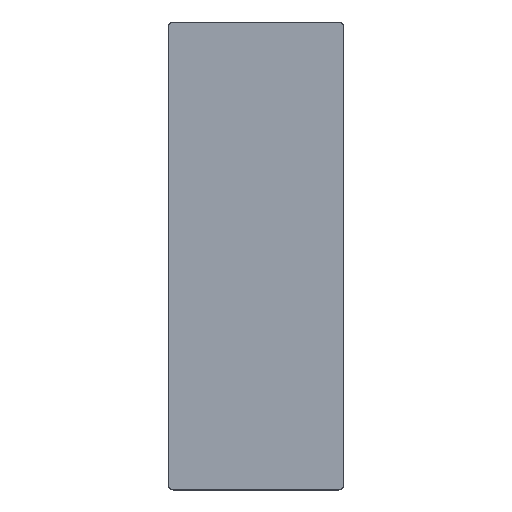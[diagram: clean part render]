
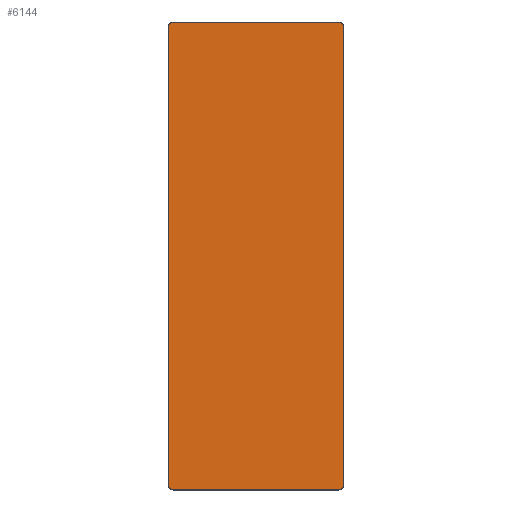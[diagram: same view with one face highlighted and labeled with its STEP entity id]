
A CAD part, top view. The second image highlights one B-rep face of the part: STEP entity #6144.
In plain terms, the highlighted planar face has unit normal (0, 0, 1).
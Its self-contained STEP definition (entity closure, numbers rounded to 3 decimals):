
#219 = AXIS2_PLACEMENT_3D ( 'NONE', #3913, #11000, #3970 ) ;
#307 = FACE_OUTER_BOUND ( 'NONE', #8266, .T. ) ;
#349 = CIRCLE ( 'NONE', #10564, 1.2 ) ;
#415 = CIRCLE ( 'NONE', #8592, 1.2 ) ;
#416 = CARTESIAN_POINT ( 'NONE',  ( -23.25, 62.25, 1.5 ) ) ;
#495 = ORIENTED_EDGE ( 'NONE', *, *, #1887, .T. ) ;
#1055 = CARTESIAN_POINT ( 'NONE',  ( -23.25, -61.05, 1.5 ) ) ;
#1284 = CARTESIAN_POINT ( 'NONE',  ( 22.05, 62.25, 1.5 ) ) ;
#1580 = DIRECTION ( 'NONE',  ( 1., 0., 0. ) ) ;
#1831 = VECTOR ( 'NONE', #10185, 1000. ) ;
#1887 = EDGE_CURVE ( 'NONE', #9889, #2048, #349, .T. ) ;
#2048 = VERTEX_POINT ( 'NONE', #3859 ) ;
#2640 = ORIENTED_EDGE ( 'NONE', *, *, #11147, .F. ) ;
#2693 = DIRECTION ( 'NONE',  ( 0., 0., 1. ) ) ;
#3030 = PLANE ( 'NONE',  #5239 ) ;
#3073 = EDGE_CURVE ( 'NONE', #5972, #11680, #10636, .T. ) ;
#3357 = EDGE_CURVE ( 'NONE', #9681, #7644, #9387, .T. ) ;
#3608 = CARTESIAN_POINT ( 'NONE',  ( -22.05, 62.25, 1.5 ) ) ;
#3623 = ORIENTED_EDGE ( 'NONE', *, *, #10836, .T. ) ;
#3685 = DIRECTION ( 'NONE',  ( 0., 0., 1. ) ) ;
#3859 = CARTESIAN_POINT ( 'NONE',  ( -22.05, -62.25, 1.5 ) ) ;
#3913 = CARTESIAN_POINT ( 'NONE',  ( 22.05, -61.05, 1.5 ) ) ;
#3970 = DIRECTION ( 'NONE',  ( 1., 0., 0. ) ) ;
#4337 = AXIS2_PLACEMENT_3D ( 'NONE', #10682, #2693, #12567 ) ;
#4410 = VERTEX_POINT ( 'NONE', #12721 ) ;
#4617 = ORIENTED_EDGE ( 'NONE', *, *, #3357, .T. ) ;
#4679 = CARTESIAN_POINT ( 'NONE',  ( 23.25, 62.25, 1.5 ) ) ;
#4792 = LINE ( 'NONE', #9212, #1831 ) ;
#4864 = ORIENTED_EDGE ( 'NONE', *, *, #6675, .T. ) ;
#5239 = AXIS2_PLACEMENT_3D ( 'NONE', #9167, #6255, #8285 ) ;
#5752 = VECTOR ( 'NONE', #11369, 1000. ) ;
#5972 = VERTEX_POINT ( 'NONE', #3608 ) ;
#6144 = ADVANCED_FACE ( 'NONE', ( #307 ), #3030, .T. ) ;
#6239 = CIRCLE ( 'NONE', #4337, 1.2 ) ;
#6255 = DIRECTION ( 'NONE',  ( 0., 0., 1. ) ) ;
#6675 = EDGE_CURVE ( 'NONE', #8889, #11680, #6239, .T. ) ;
#6682 = DIRECTION ( 'NONE',  ( 1., 0., 0. ) ) ;
#6729 = DIRECTION ( 'NONE',  ( 0., 0., 1. ) ) ;
#7445 = LINE ( 'NONE', #11329, #5752 ) ;
#7619 = CARTESIAN_POINT ( 'NONE',  ( -22.05, 61.05, 1.5 ) ) ;
#7644 = VERTEX_POINT ( 'NONE', #9105 ) ;
#7921 = EDGE_CURVE ( 'NONE', #4410, #9889, #7445, .T. ) ;
#7941 = ORIENTED_EDGE ( 'NONE', *, *, #7921, .T. ) ;
#8266 = EDGE_LOOP ( 'NONE', ( #8765, #3623, #7941, #495, #11972, #4617, #2640, #4864 ) ) ;
#8285 = DIRECTION ( 'NONE',  ( 1., 0., 0. ) ) ;
#8371 = CARTESIAN_POINT ( 'NONE',  ( 22.05, -62.25, 1.5 ) ) ;
#8380 = DIRECTION ( 'NONE',  ( 1., 0., 0. ) ) ;
#8592 = AXIS2_PLACEMENT_3D ( 'NONE', #7619, #6729, #1580 ) ;
#8765 = ORIENTED_EDGE ( 'NONE', *, *, #3073, .F. ) ;
#8889 = VERTEX_POINT ( 'NONE', #10539 ) ;
#9076 = EDGE_CURVE ( 'NONE', #2048, #9681, #4792, .T. ) ;
#9105 = CARTESIAN_POINT ( 'NONE',  ( 23.25, -61.05, 1.5 ) ) ;
#9167 = CARTESIAN_POINT ( 'NONE',  ( 0., 0., 1.5 ) ) ;
#9212 = CARTESIAN_POINT ( 'NONE',  ( -23.25, -62.25, 1.5 ) ) ;
#9387 = CIRCLE ( 'NONE', #219, 1.2 ) ;
#9646 = CARTESIAN_POINT ( 'NONE',  ( -22.05, -61.05, 1.5 ) ) ;
#9681 = VERTEX_POINT ( 'NONE', #8371 ) ;
#9889 = VERTEX_POINT ( 'NONE', #1055 ) ;
#10185 = DIRECTION ( 'NONE',  ( 1., 0., 0. ) ) ;
#10539 = CARTESIAN_POINT ( 'NONE',  ( 23.25, 61.05, 1.5 ) ) ;
#10564 = AXIS2_PLACEMENT_3D ( 'NONE', #9646, #3685, #6682 ) ;
#10636 = LINE ( 'NONE', #416, #11246 ) ;
#10682 = CARTESIAN_POINT ( 'NONE',  ( 22.05, 61.05, 1.5 ) ) ;
#10694 = LINE ( 'NONE', #4679, #11617 ) ;
#10836 = EDGE_CURVE ( 'NONE', #5972, #4410, #415, .T. ) ;
#11000 = DIRECTION ( 'NONE',  ( 0., 0., 1. ) ) ;
#11147 = EDGE_CURVE ( 'NONE', #8889, #7644, #10694, .T. ) ;
#11246 = VECTOR ( 'NONE', #8380, 1000. ) ;
#11329 = CARTESIAN_POINT ( 'NONE',  ( -23.25, 62.25, 1.5 ) ) ;
#11369 = DIRECTION ( 'NONE',  ( 0., -1., 0. ) ) ;
#11617 = VECTOR ( 'NONE', #11648, 1000. ) ;
#11648 = DIRECTION ( 'NONE',  ( 0., -1., 0. ) ) ;
#11680 = VERTEX_POINT ( 'NONE', #1284 ) ;
#11972 = ORIENTED_EDGE ( 'NONE', *, *, #9076, .T. ) ;
#12567 = DIRECTION ( 'NONE',  ( 1., 0., 0. ) ) ;
#12721 = CARTESIAN_POINT ( 'NONE',  ( -23.25, 61.05, 1.5 ) ) ;
